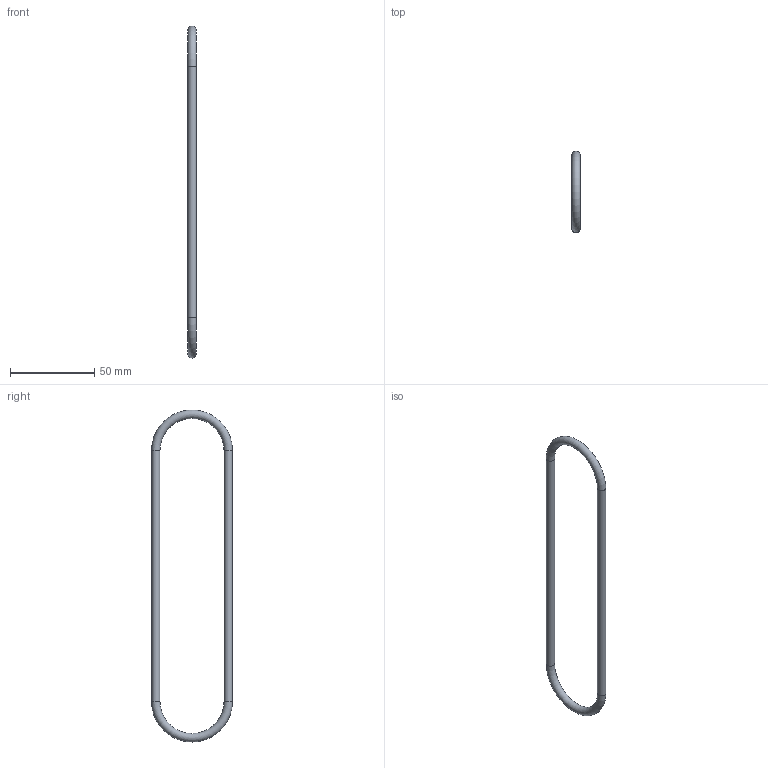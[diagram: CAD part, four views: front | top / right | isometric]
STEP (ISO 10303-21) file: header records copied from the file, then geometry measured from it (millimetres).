
FILE_DESCRIPTION(/* description */ ('Antriebsriemen NBR A=149'),/* implementation_level */ '2;1');
FILE_NAME(/* name */ 'ZEI_CAD_211050-4-REV00_#SALL_#AIN_#V1.step',/* time_stamp */ '2022-09-15T20:54:33+02:00',/* author */ ('MiniTec'),/* organization */ ('MiniTec GmbH & Co.KG'),/* preprocessor_version */ 'ST-DEVELOPER v18.1',/* originating_system */ 'Autodesk Inventor 2021',/* authorisation */ '');
FILE_SCHEMA (('CONFIG_CONTROL_DESIGN'));
Length unit declared in the file: millimetre
Products named in the file (1): MTW_1-00021326
Bounding box: 5 x 48 x 197 mm (x, y, z)
Volume: 8503.7 mm3; surface area: 6802.9 mm2
Topology: 1 solids, 1 shells, 4 faces, 12 edges, 8 vertices
Faces by surface type: torus 2, cylinder 2
Full cylindrical faces by diameter (mm): 5 x2
Entity records: 191 total; most frequent: DIRECTION 32, CARTESIAN_POINT 25, ORIENTED_EDGE 24, AXIS2_PLACEMENT_3D 15, EDGE_CURVE 12, CIRCLE 10, VERTEX_POINT 8, FACE_OUTER_BOUND 4
